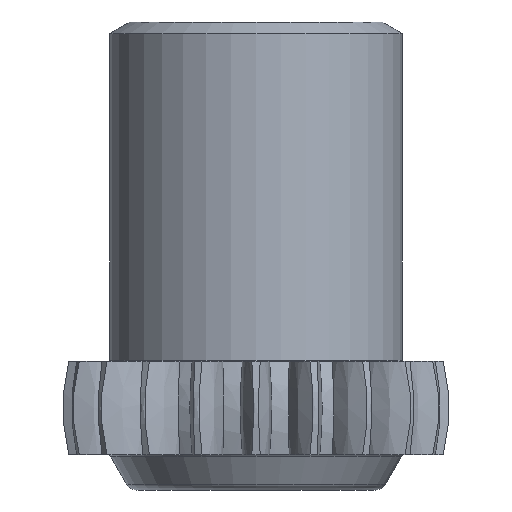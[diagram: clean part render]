
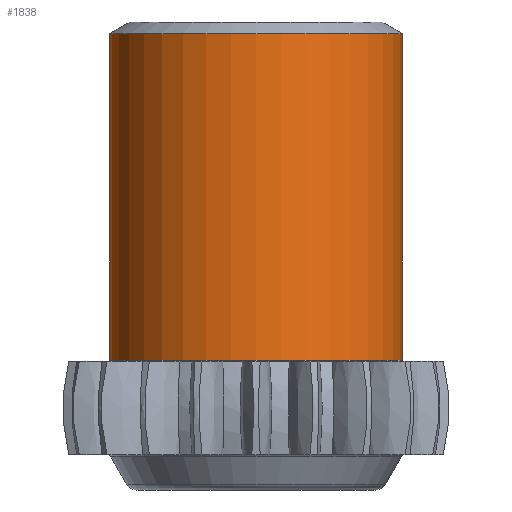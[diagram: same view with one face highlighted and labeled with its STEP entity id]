
A CAD part, left-side view. The second image highlights one B-rep face of the part: STEP entity #1838.
In plain terms, the highlighted cylindrical face has radius 12.5 mm (diameter 25 mm), a partial arc.
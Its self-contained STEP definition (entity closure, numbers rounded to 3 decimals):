
#3=DIRECTION('',(0.,0.,1.));
#4=VECTOR('',#3,27.9);
#5=CARTESIAN_POINT('',(0.,12.5,4.1));
#6=LINE('',#5,#4);
#7=DIRECTION('',(0.,0.,1.));
#8=VECTOR('',#7,27.9);
#9=CARTESIAN_POINT('',(0.,-12.5,4.1));
#10=LINE('',#9,#8);
#20=CARTESIAN_POINT('',(0.,0.,32.));
#21=DIRECTION('',(0.,0.,1.));
#22=DIRECTION('',(0.,1.,0.));
#23=AXIS2_PLACEMENT_3D('',#20,#21,#22);
#39=CARTESIAN_POINT('',(0.,0.,4.1));
#40=DIRECTION('',(0.,0.,1.));
#41=DIRECTION('',(0.,1.,0.));
#42=AXIS2_PLACEMENT_3D('',#39,#40,#41);
#1781=CARTESIAN_POINT('',(0.,12.5,32.));
#1782=CARTESIAN_POINT('',(0.,-12.5,32.));
#1783=VERTEX_POINT('',#1781);
#1784=VERTEX_POINT('',#1782);
#1785=CARTESIAN_POINT('',(0.,12.5,4.1));
#1786=CARTESIAN_POINT('',(0.,-12.5,4.1));
#1787=VERTEX_POINT('',#1785);
#1788=VERTEX_POINT('',#1786);
#1825=CARTESIAN_POINT('',(0.,0.,35.));
#1826=DIRECTION('',(0.,0.,-1.));
#1827=DIRECTION('',(0.,-1.,0.));
#1828=AXIS2_PLACEMENT_3D('',#1825,#1826,#1827);
#1829=CYLINDRICAL_SURFACE('',#1828,12.5);
#1830=ORIENTED_EDGE('',*,*,#1814,.T.);
#1832=ORIENTED_EDGE('',*,*,#1831,.T.);
#1833=ORIENTED_EDGE('',*,*,#1818,.F.);
#1835=ORIENTED_EDGE('',*,*,#1834,.F.);
#1836=EDGE_LOOP('',(#1830,#1832,#1833,#1835));
#1837=FACE_OUTER_BOUND('',#1836,.F.);
#1838=ADVANCED_FACE('',(#1837),#1829,.T.);
#24=CIRCLE('',#23,12.5);
#43=CIRCLE('',#42,12.5);
#1814=EDGE_CURVE('',#1787,#1783,#6,.T.);
#1818=EDGE_CURVE('',#1788,#1784,#10,.T.);
#1831=EDGE_CURVE('',#1783,#1784,#24,.T.);
#1834=EDGE_CURVE('',#1787,#1788,#43,.T.);
